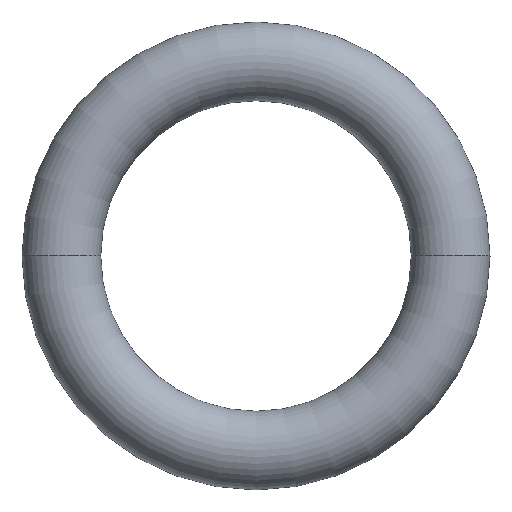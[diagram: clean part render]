
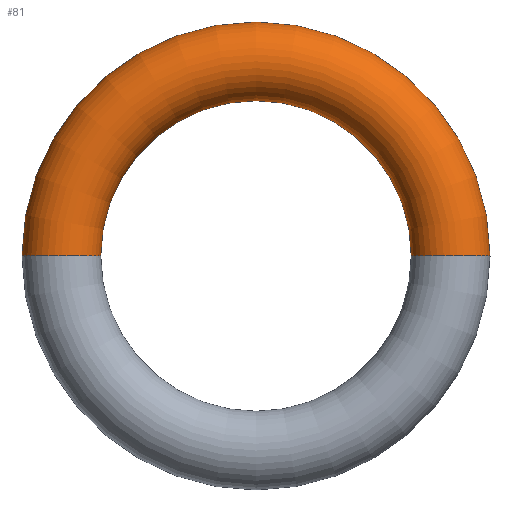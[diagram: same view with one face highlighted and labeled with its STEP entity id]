
A CAD part, top view. The second image highlights one B-rep face of the part: STEP entity #81.
In plain terms, the highlighted toroidal (fillet/blend) face has major radius 2.225 mm and minor radius 0.45 mm.
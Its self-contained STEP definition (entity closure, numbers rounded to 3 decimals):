
#18=CARTESIAN_POINT('',(0.,0.,0.));
#19=DIRECTION('',(0.,0.,1.));
#20=DIRECTION('',(1.,0.,0.));
#21=AXIS2_PLACEMENT_3D('',#18,#19,#20);
#23=CARTESIAN_POINT('',(-2.225,0.,0.));
#24=DIRECTION('',(0.,-1.,0.));
#25=DIRECTION('',(1.,0.,0.));
#26=AXIS2_PLACEMENT_3D('',#23,#24,#25);
#33=CARTESIAN_POINT('',(2.225,0.,0.));
#34=DIRECTION('',(0.,1.,0.));
#35=DIRECTION('',(-1.,0.,0.));
#36=AXIS2_PLACEMENT_3D('',#33,#34,#35);
#53=CARTESIAN_POINT('',(0.,0.,0.));
#54=DIRECTION('',(0.,0.,1.));
#55=DIRECTION('',(1.,0.,0.));
#56=AXIS2_PLACEMENT_3D('',#53,#54,#55);
#58=CARTESIAN_POINT('',(1.775,0.,0.));
#59=CARTESIAN_POINT('',(2.675,0.,0.));
#60=VERTEX_POINT('',#58);
#61=VERTEX_POINT('',#59);
#62=CARTESIAN_POINT('',(-1.775,0.,0.));
#63=CARTESIAN_POINT('',(-2.675,0.,0.));
#64=VERTEX_POINT('',#62);
#65=VERTEX_POINT('',#63);
#66=CARTESIAN_POINT('',(0.,0.,0.));
#67=DIRECTION('',(0.,0.,1.));
#68=DIRECTION('',(-1.,0.,0.));
#69=AXIS2_PLACEMENT_3D('',#66,#67,#68);
#70=TOROIDAL_SURFACE('',#69,2.225,0.45);
#72=ORIENTED_EDGE('',*,*,#71,.F.);
#74=ORIENTED_EDGE('',*,*,#73,.T.);
#76=ORIENTED_EDGE('',*,*,#75,.T.);
#78=ORIENTED_EDGE('',*,*,#77,.F.);
#79=EDGE_LOOP('',(#72,#74,#76,#78));
#80=FACE_OUTER_BOUND('',#79,.F.);
#22=CIRCLE('',#21,1.775);
#27=CIRCLE('',#26,0.45);
#37=CIRCLE('',#36,0.45);
#57=CIRCLE('',#56,2.675);
#71=EDGE_CURVE('',#60,#61,#37,.T.);
#73=EDGE_CURVE('',#60,#64,#22,.T.);
#75=EDGE_CURVE('',#64,#65,#27,.T.);
#77=EDGE_CURVE('',#61,#65,#57,.T.);
#81=ADVANCED_FACE('',(#80),#70,.T.);
